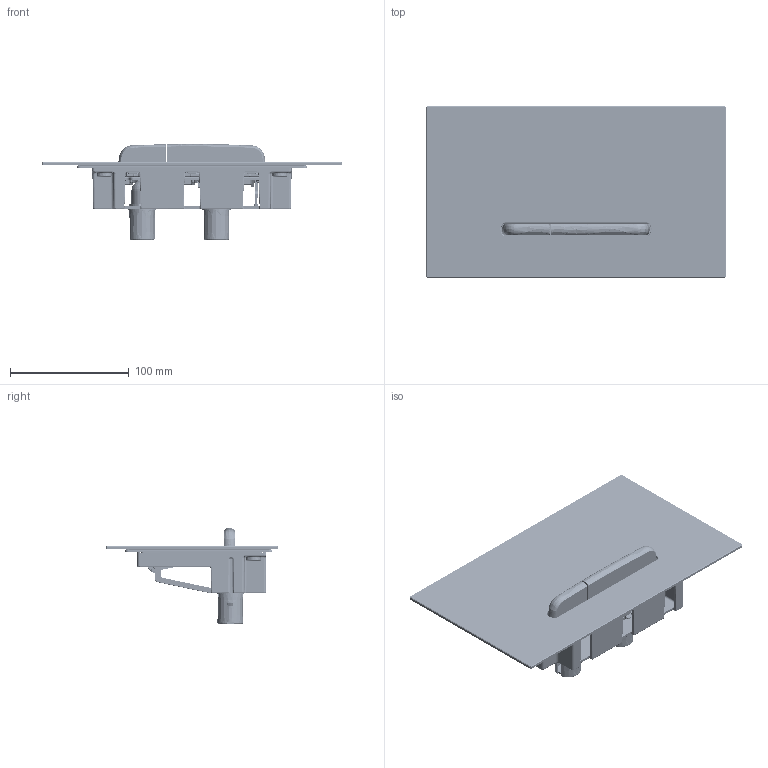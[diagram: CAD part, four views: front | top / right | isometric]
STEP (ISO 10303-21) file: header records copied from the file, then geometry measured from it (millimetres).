
FILE_DESCRIPTION((''),'2;1');
FILE_NAME('BETAETIGUNGSPLATTE_M300_ASM','2016-12-12T',('sdauer'),(''),'PRO/ENGINEER BY PARAMETRIC TECHNOLOGY CORPORATION, 2014200','PRO/ENGINEER BY PARAMETRIC TECHNOLOGY CORPORATION, 2014200','');
FILE_SCHEMA(('CONFIG_CONTROL_DESIGN'));
Products named in the file (15): PE_309_46_0000_EINHAENGERAHMEN; PE_309_40_0000_DRUCKTASTE_3L; PE_309_41_0000_DRUCKTASTE_6L; PE_309_42_0000_KAPPENGELENK_3L; PE_309_43_0000_KAPPENGELENK_6L; EX_309_49_0000_ABDECK_3L_M300; EX_309_50_0000_ABDECK_6L_M300; SOCKELSTUECK; DRUCKSTUECK; EIERBECHER_ASM; EX_987_31_0000-MAGNET; PE_309_47_0000_HALTEPLATTE_M300; EX_309_51_0000_GLASPLATTE_M300; EX_971_50_0000-SCHEIBE; BETAETIGUNGSPLATTE_M300_ASM
Assembly tree (21 placements, depth 3):
  BETAETIGUNGSPLATTE_M300_ASM
    PE_309_46_0000_EINHAENGERAHMEN
    PE_309_40_0000_DRUCKTASTE_3L
    PE_309_41_0000_DRUCKTASTE_6L
    PE_309_42_0000_KAPPENGELENK_3L
    PE_309_43_0000_KAPPENGELENK_6L
    EX_309_49_0000_ABDECK_3L_M300
    EX_309_50_0000_ABDECK_6L_M300
    EIERBECHER_ASM  x2
      SOCKELSTUECK
      DRUCKSTUECK
    EX_987_31_0000-MAGNET  x4
    PE_309_47_0000_HALTEPLATTE_M300
    EX_309_51_0000_GLASPLATTE_M300
    EX_971_50_0000-SCHEIBE  x4
Bounding box: 253 x 145 x 81.09 mm (x, y, z)
Volume: 280078.1 mm3; surface area: 233973.5 mm2
Topology: 21 solids, 23 shells, 6784 faces, 16321 edges, 9593 vertices
Faces by surface type: cylinder 2675, bspline 1786, plane 1616, cone 260, sphere 229, torus 216, extrusion 2
Entity records: 291068 total; most frequent: CARTESIAN_POINT 154326, ORIENTED_EDGE 31218, DIRECTION 24634, EDGE_CURVE 15613, VERTEX_POINT 9132, AXIS2_PLACEMENT_3D 9036, EDGE_LOOP 6661, VECTOR 6562
